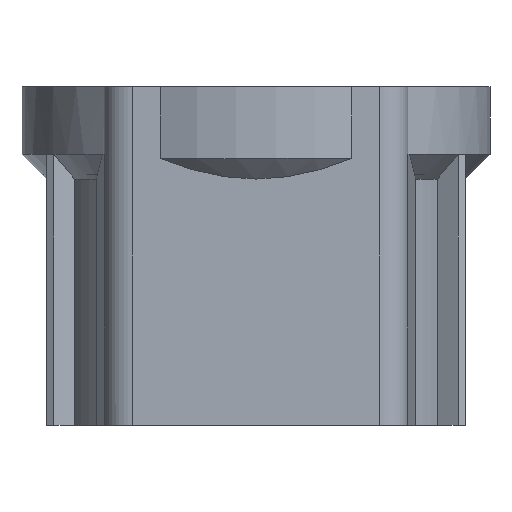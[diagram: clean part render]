
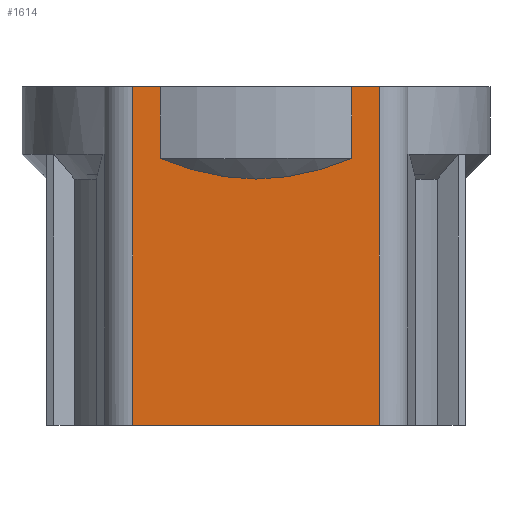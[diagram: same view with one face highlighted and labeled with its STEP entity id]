
A CAD part, left-side view. The second image highlights one B-rep face of the part: STEP entity #1614.
In plain terms, the highlighted planar face has unit normal (-1, 0, 0).
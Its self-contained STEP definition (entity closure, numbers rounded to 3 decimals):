
#38=(
BOUNDED_CURVE()
B_SPLINE_CURVE(2,(#2706,#2707,#2708),.UNSPECIFIED.,.F.,.F.)
B_SPLINE_CURVE_WITH_KNOTS((3,3),(0.,2.381),.UNSPECIFIED.)
CURVE()
GEOMETRIC_REPRESENTATION_ITEM()
RATIONAL_B_SPLINE_CURVE((1.,1.023,1.))
REPRESENTATION_ITEM('')
);
#39=(
BOUNDED_CURVE()
B_SPLINE_CURVE(2,(#2712,#2713,#2714),.UNSPECIFIED.,.F.,.F.)
B_SPLINE_CURVE_WITH_KNOTS((3,3),(0.,2.381),.UNSPECIFIED.)
CURVE()
GEOMETRIC_REPRESENTATION_ITEM()
RATIONAL_B_SPLINE_CURVE((1.,1.023,1.))
REPRESENTATION_ITEM('')
);
#113=PLANE('',#1793);
#188=FACE_OUTER_BOUND('',#280,.T.);
#280=EDGE_LOOP('',(#1387,#1388,#1389,#1390,#1391,#1392,#1393,#1394,#1395,
#1396));
#370=LINE('',#2538,#496);
#373=LINE('',#2548,#499);
#405=LINE('',#2717,#531);
#425=LINE('',#2770,#551);
#426=LINE('',#2773,#552);
#427=LINE('',#2775,#553);
#428=LINE('',#2776,#554);
#429=LINE('',#2777,#555);
#496=VECTOR('',#2005,10.);
#499=VECTOR('',#2014,10.);
#531=VECTOR('',#2138,10.);
#551=VECTOR('',#2204,10.);
#552=VECTOR('',#2207,10.);
#553=VECTOR('',#2210,10.);
#554=VECTOR('',#2211,10.);
#555=VECTOR('',#2212,10.);
#735=VERTEX_POINT('',#2535);
#736=VERTEX_POINT('',#2537);
#739=VERTEX_POINT('',#2545);
#740=VERTEX_POINT('',#2547);
#783=VERTEX_POINT('',#2704);
#784=VERTEX_POINT('',#2705);
#785=VERTEX_POINT('',#2709);
#786=VERTEX_POINT('',#2711);
#796=VERTEX_POINT('',#2769);
#797=VERTEX_POINT('',#2771);
#908=EDGE_CURVE('',#736,#735,#370,.T.);
#913=EDGE_CURVE('',#739,#740,#373,.T.);
#982=EDGE_CURVE('',#783,#784,#38,.F.);
#984=EDGE_CURVE('',#785,#786,#39,.F.);
#986=EDGE_CURVE('',#785,#784,#405,.T.);
#1013=EDGE_CURVE('',#786,#796,#425,.T.);
#1015=EDGE_CURVE('',#797,#783,#426,.T.);
#1016=EDGE_CURVE('',#797,#736,#427,.T.);
#1017=EDGE_CURVE('',#735,#740,#428,.T.);
#1018=EDGE_CURVE('',#739,#796,#429,.T.);
#1387=ORIENTED_EDGE('',*,*,#1015,.F.);
#1388=ORIENTED_EDGE('',*,*,#1016,.T.);
#1389=ORIENTED_EDGE('',*,*,#908,.T.);
#1390=ORIENTED_EDGE('',*,*,#1017,.T.);
#1391=ORIENTED_EDGE('',*,*,#913,.F.);
#1392=ORIENTED_EDGE('',*,*,#1018,.T.);
#1393=ORIENTED_EDGE('',*,*,#1013,.F.);
#1394=ORIENTED_EDGE('',*,*,#984,.F.);
#1395=ORIENTED_EDGE('',*,*,#986,.T.);
#1396=ORIENTED_EDGE('',*,*,#982,.F.);
#1614=ADVANCED_FACE('',(#188),#113,.F.);
#1793=AXIS2_PLACEMENT_3D('',#2774,#2208,#2209);
#2005=DIRECTION('',(0.,0.,-1.));
#2014=DIRECTION('',(0.,0.,-1.));
#2138=DIRECTION('',(0.,1.,0.));
#2204=DIRECTION('',(0.,0.,1.));
#2207=DIRECTION('',(0.,0.,-1.));
#2208=DIRECTION('center_axis',(1.,0.,0.));
#2209=DIRECTION('ref_axis',(0.,1.,0.));
#2210=DIRECTION('',(0.,1.,0.));
#2211=DIRECTION('',(0.,-1.,0.));
#2212=DIRECTION('',(0.,1.,0.));
#2535=CARTESIAN_POINT('',(-52.,30.,0.));
#2537=CARTESIAN_POINT('',(-52.,30.,82.5));
#2538=CARTESIAN_POINT('',(-52.,30.,0.));
#2545=CARTESIAN_POINT('',(-52.,-30.,82.5));
#2547=CARTESIAN_POINT('',(-52.,-30.,0.));
#2548=CARTESIAN_POINT('',(-52.,-30.,0.));
#2704=CARTESIAN_POINT('',(-52.,23.346,65.));
#2705=CARTESIAN_POINT('',(-52.,0.183,60.));
#2706=CARTESIAN_POINT('Ctrl Pts',(-52.,0.183,60.));
#2707=CARTESIAN_POINT('Ctrl Pts',(-52.,11.233,60.039));
#2708=CARTESIAN_POINT('Ctrl Pts',(-52.,23.346,65.));
#2709=CARTESIAN_POINT('',(-52.,-0.183,60.));
#2711=CARTESIAN_POINT('',(-52.,-23.346,65.));
#2712=CARTESIAN_POINT('Ctrl Pts',(-52.,-23.346,65.));
#2713=CARTESIAN_POINT('Ctrl Pts',(-52.,-11.233,60.039));
#2714=CARTESIAN_POINT('Ctrl Pts',(-52.,-0.183,
60.));
#2717=CARTESIAN_POINT('',(-52.,-11.673,60.));
#2769=CARTESIAN_POINT('',(-52.,-23.346,82.5));
#2770=CARTESIAN_POINT('',(-52.,-23.346,50.));
#2771=CARTESIAN_POINT('',(-52.,23.346,82.5));
#2773=CARTESIAN_POINT('',(-52.,23.346,50.));
#2774=CARTESIAN_POINT('Origin',(-52.,-30.,0.));
#2775=CARTESIAN_POINT('',(-52.,15.,82.5));
#2776=CARTESIAN_POINT('',(-52.,30.,0.));
#2777=CARTESIAN_POINT('',(-52.,-11.673,82.5));
